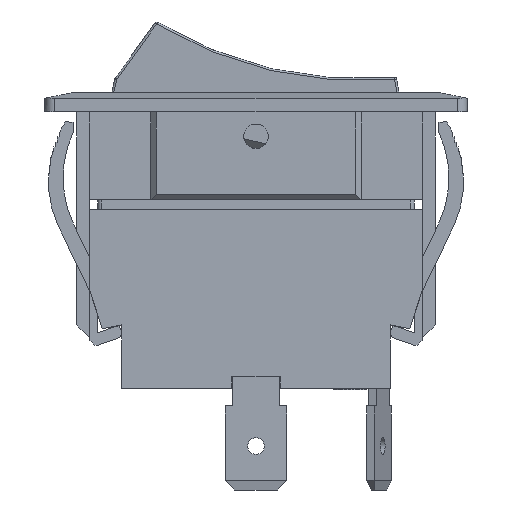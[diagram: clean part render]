
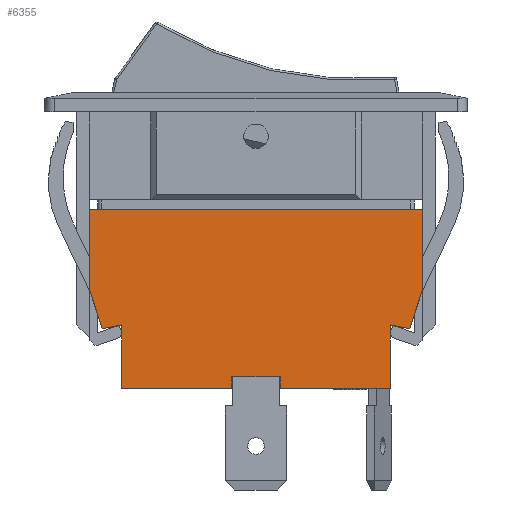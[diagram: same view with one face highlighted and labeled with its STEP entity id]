
A CAD part, front view. The second image highlights one B-rep face of the part: STEP entity #6355.
In plain terms, the highlighted face is planar.
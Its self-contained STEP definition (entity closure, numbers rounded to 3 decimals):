
#6177=CARTESIAN_POINT('',(17.0,9.75,10.0));
#6178=VERTEX_POINT('',#6177);
#6185=CARTESIAN_POINT('',(17.0,9.75,18.3));
#6186=VERTEX_POINT('',#6185);
#6187=CARTESIAN_POINT('',(17.0,9.75,10.0));
#6188=DIRECTION('',(0.0,0.0,1.0));
#6189=VECTOR('',#6188,8.3);
#6190=LINE('',#6187,#6189);
#6191=EDGE_CURVE('',#6178,#6186,#6190,.T.);
#6229=CARTESIAN_POINT('',(-17.0,9.75,18.3));
#6230=VERTEX_POINT('',#6229);
#6231=CARTESIAN_POINT('',(-17.0,9.75,18.3));
#6232=DIRECTION('',(1.0,0.0,0.0));
#6233=VECTOR('',#6232,34.0);
#6234=LINE('',#6231,#6233);
#6235=EDGE_CURVE('',#6230,#6186,#6234,.T.);
#6252=CARTESIAN_POINT('',(-17.0,9.75,0.0));
#6253=DIRECTION('',(0.0,1.0,0.0));
#6254=DIRECTION('',(0.0,0.0,1.0));
#6255=AXIS2_PLACEMENT_3D('',#6252,#6253,#6254);
#6256=PLANE('',#6255);
#6257=ORIENTED_EDGE('',*,*,#6235,.T.);
#6258=ORIENTED_EDGE('',*,*,#6191,.F.);
#6259=CARTESIAN_POINT('',(15.75,9.75,6.1));
#6260=VERTEX_POINT('',#6259);
#6261=CARTESIAN_POINT('',(17.,9.75,10.));
#6262=DIRECTION('',(-0.305,0.0,-0.952));
#6263=VECTOR('',#6262,4.095);
#6264=LINE('',#6261,#6263);
#6265=EDGE_CURVE('',#6178,#6260,#6264,.T.);
#6266=ORIENTED_EDGE('',*,*,#6265,.T.);
#6267=CARTESIAN_POINT('',(13.75,9.75,6.5));
#6268=VERTEX_POINT('',#6267);
#6269=CARTESIAN_POINT('',(15.75,9.75,6.1));
#6270=DIRECTION('',(-0.981,0.0,0.196));
#6271=VECTOR('',#6270,2.04);
#6272=LINE('',#6269,#6271);
#6273=EDGE_CURVE('',#6260,#6268,#6272,.T.);
#6274=ORIENTED_EDGE('',*,*,#6273,.T.);
#6275=CARTESIAN_POINT('',(13.75,9.75,0.0));
#6276=VERTEX_POINT('',#6275);
#6277=CARTESIAN_POINT('',(13.75,9.75,6.5));
#6278=DIRECTION('',(0.0,0.0,-1.0));
#6279=VECTOR('',#6278,6.5);
#6280=LINE('',#6277,#6279);
#6281=EDGE_CURVE('',#6268,#6276,#6280,.T.);
#6282=ORIENTED_EDGE('',*,*,#6281,.T.);
#6283=CARTESIAN_POINT('',(2.5,9.75,0.0));
#6284=VERTEX_POINT('',#6283);
#6285=CARTESIAN_POINT('',(2.5,9.75,0.0));
#6286=DIRECTION('',(1.0,0.0,0.0));
#6287=VECTOR('',#6286,11.25);
#6288=LINE('',#6285,#6287);
#6289=EDGE_CURVE('',#6284,#6276,#6288,.T.);
#6290=ORIENTED_EDGE('',*,*,#6289,.F.);
#6291=CARTESIAN_POINT('',(2.5,9.75,1.2));
#6292=VERTEX_POINT('',#6291);
#6293=CARTESIAN_POINT('',(2.5,9.75,0.0));
#6294=DIRECTION('',(0.0,0.0,1.0));
#6295=VECTOR('',#6294,1.2);
#6296=LINE('',#6293,#6295);
#6297=EDGE_CURVE('',#6284,#6292,#6296,.T.);
#6298=ORIENTED_EDGE('',*,*,#6297,.T.);
#6299=CARTESIAN_POINT('',(-2.5,9.75,1.2));
#6300=VERTEX_POINT('',#6299);
#6301=CARTESIAN_POINT('',(2.5,9.75,1.2));
#6302=DIRECTION('',(-1.0,0.0,0.0));
#6303=VECTOR('',#6302,5.);
#6304=LINE('',#6301,#6303);
#6305=EDGE_CURVE('',#6292,#6300,#6304,.T.);
#6306=ORIENTED_EDGE('',*,*,#6305,.T.);
#6307=CARTESIAN_POINT('',(-2.5,9.75,0.0));
#6308=VERTEX_POINT('',#6307);
#6309=CARTESIAN_POINT('',(-2.5,9.75,1.2));
#6310=DIRECTION('',(0.0,0.0,-1.0));
#6311=VECTOR('',#6310,1.2);
#6312=LINE('',#6309,#6311);
#6313=EDGE_CURVE('',#6300,#6308,#6312,.T.);
#6314=ORIENTED_EDGE('',*,*,#6313,.T.);
#6315=CARTESIAN_POINT('',(-13.75,9.75,0.0));
#6316=VERTEX_POINT('',#6315);
#6317=CARTESIAN_POINT('',(-13.75,9.75,0.0));
#6318=DIRECTION('',(1.0,0.0,0.0));
#6319=VECTOR('',#6318,11.25);
#6320=LINE('',#6317,#6319);
#6321=EDGE_CURVE('',#6316,#6308,#6320,.T.);
#6322=ORIENTED_EDGE('',*,*,#6321,.F.);
#6323=CARTESIAN_POINT('',(-13.75,9.75,6.5));
#6324=VERTEX_POINT('',#6323);
#6325=CARTESIAN_POINT('',(-13.75,9.75,0.0));
#6326=DIRECTION('',(0.0,0.0,1.0));
#6327=VECTOR('',#6326,6.5);
#6328=LINE('',#6325,#6327);
#6329=EDGE_CURVE('',#6316,#6324,#6328,.T.);
#6330=ORIENTED_EDGE('',*,*,#6329,.T.);
#6331=CARTESIAN_POINT('',(-15.75,9.75,6.1));
#6332=VERTEX_POINT('',#6331);
#6333=CARTESIAN_POINT('',(-13.75,9.75,6.5));
#6334=DIRECTION('',(-0.981,0.0,-0.196));
#6335=VECTOR('',#6334,2.04);
#6336=LINE('',#6333,#6335);
#6337=EDGE_CURVE('',#6324,#6332,#6336,.T.);
#6338=ORIENTED_EDGE('',*,*,#6337,.T.);
#6339=CARTESIAN_POINT('',(-17.0,9.75,10.0));
#6340=VERTEX_POINT('',#6339);
#6341=CARTESIAN_POINT('',(-15.75,9.75,6.1));
#6342=DIRECTION('',(-0.305,0.0,0.952));
#6343=VECTOR('',#6342,4.095);
#6344=LINE('',#6341,#6343);
#6345=EDGE_CURVE('',#6332,#6340,#6344,.T.);
#6346=ORIENTED_EDGE('',*,*,#6345,.T.);
#6347=CARTESIAN_POINT('',(-17.0,9.75,10.0));
#6348=DIRECTION('',(0.0,0.0,1.0));
#6349=VECTOR('',#6348,8.3);
#6350=LINE('',#6347,#6349);
#6351=EDGE_CURVE('',#6340,#6230,#6350,.T.);
#6352=ORIENTED_EDGE('',*,*,#6351,.T.);
#6353=EDGE_LOOP('',(#6257,#6258,#6266,#6274,#6282,#6290,#6298,#6306,#6314,#6322,#6330,#6338,#6346,#6352));
#6354=FACE_OUTER_BOUND('',#6353,.T.);
#6355=ADVANCED_FACE('',(#6354),#6256,.T.);
